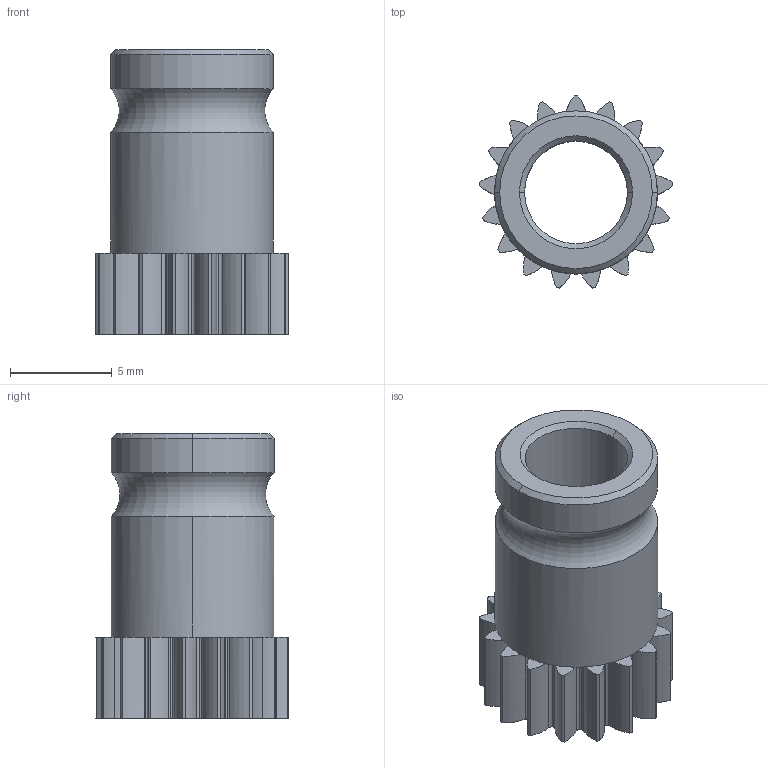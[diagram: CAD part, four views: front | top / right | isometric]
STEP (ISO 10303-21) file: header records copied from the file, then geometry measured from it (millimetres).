
FILE_DESCRIPTION(('FreeCAD Model'),'2;1');
FILE_NAME('Open CASCADE Shape Model','2022-11-16T14:50:40',(''),(''), 'Open CASCADE STEP processor 7.5','FreeCAD','Unknown');
FILE_SCHEMA(('AUTOMOTIVE_DESIGN { 1 0 10303 214 1 1 1 1 }'));
Length unit declared in the file: millimetre
Products named in the file (1): Body002
Bounding box: 9.47 x 9.43 x 14 mm (x, y, z)
Volume: 429.7 mm3; surface area: 738.3 mm2
Topology: 1 solids, 1 shells, 153 faces, 413 edges, 262 vertices
Faces by surface type: cylinder 110, plane 36, cone 6, torus 1
Entity records: 10957 total; most frequent: CARTESIAN_POINT 2891, DIRECTION 1638, ORIENTED_EDGE 826, PCURVE 826, DEFINITIONAL_REPRESENTATION 826, LINE 658, VECTOR 658, AXIS2_PLACEMENT_3D 451
